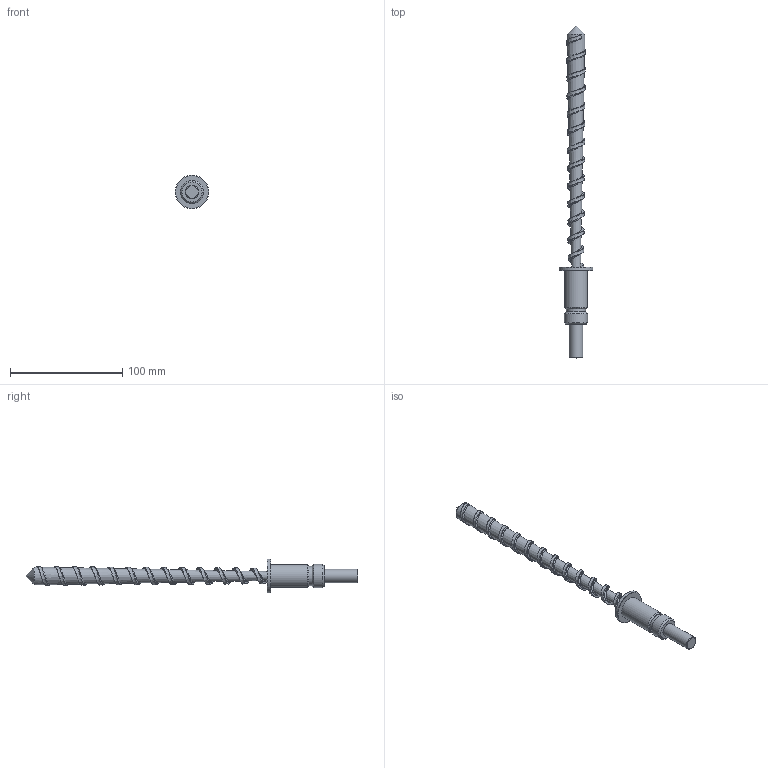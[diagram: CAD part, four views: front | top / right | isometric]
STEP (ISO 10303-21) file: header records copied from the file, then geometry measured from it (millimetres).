
FILE_DESCRIPTION(/* description */ (''),/* implementation_level */ '2;1');
FILE_NAME(/* name */ 'Extruder Screw new v1.step',/* time_stamp */ '2020-12-21T09:20:19+06:00',/* author */ (''),/* organization */ (''),/* preprocessor_version */ 'ST-DEVELOPER v18.1',/* originating_system */ 'Autodesk Translation Framework v9.7.1.1290',/* authorisation */ '');
FILE_SCHEMA (('AUTOMOTIVE_DESIGN { 1 0 10303 214 3 1 1 }'));
Length unit declared in the file: millimetre
Products named in the file (1): Extruder Screw new
Bounding box: 30 x 296 x 30 mm (x, y, z)
Volume: 48125.1 mm3; surface area: 16045.5 mm2
Topology: 1 solids, 1 shells, 43 faces, 112 edges, 75 vertices
Faces by surface type: cone 21, plane 9, bspline 8, cylinder 5
Full cylindrical faces by diameter (mm): 12 x1, 16.97 x1, 19.97 x1, 20.813 x1, 30 x1
Entity records: 5982 total; most frequent: CARTESIAN_POINT 4993, ORIENTED_EDGE 222, DIRECTION 156, EDGE_CURVE 111, VERTEX_POINT 75, AXIS2_PLACEMENT_3D 61, B_SPLINE_CURVE_WITH_KNOTS 52, EDGE_LOOP 48
